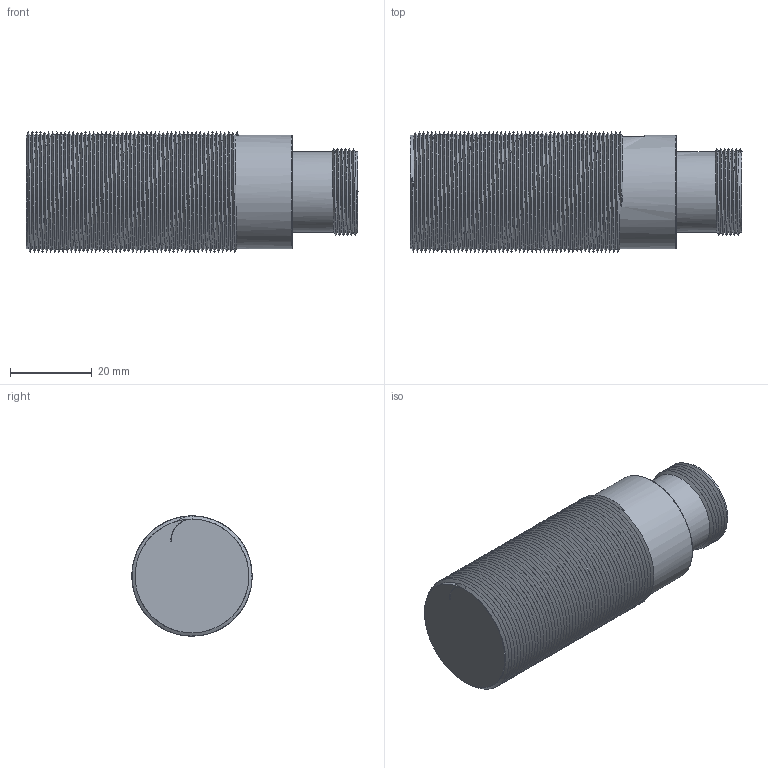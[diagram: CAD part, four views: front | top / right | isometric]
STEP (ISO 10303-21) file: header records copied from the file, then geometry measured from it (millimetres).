
FILE_DESCRIPTION(('FreeCAD Model'),'2;1');
FILE_NAME('FCM1-3010X-XZU4.stp','2021-12-07T15:30:15',( 'Author'),(''),'Open CASCADE STEP processor 7.3','FreeCAD','Unknown' );
FILE_SCHEMA(('AUTOMOTIVE_DESIGN { 1 0 10303 214 1 1 1 1 }'));
Length unit declared in the file: millimetre
Products named in the file (1): FCM1-3010X-XZU4
Bounding box: 81.11 x 29.36 x 29.36 mm (x, y, z)
Volume: 44094.5 mm3; surface area: 13366.8 mm2
Topology: 1 solids, 1 shells, 112 faces, 284 edges, 183 vertices
Faces by surface type: bspline 112
Entity records: 15125 total; most frequent: CARTESIAN_POINT 10280, ORIENTED_EDGE 560, PCURVE 560, DEFINITIONAL_REPRESENTATION 560, B_SPLINE_CURVE_WITH_KNOTS 397, DIRECTION 283, LINE 281, VECTOR 281
